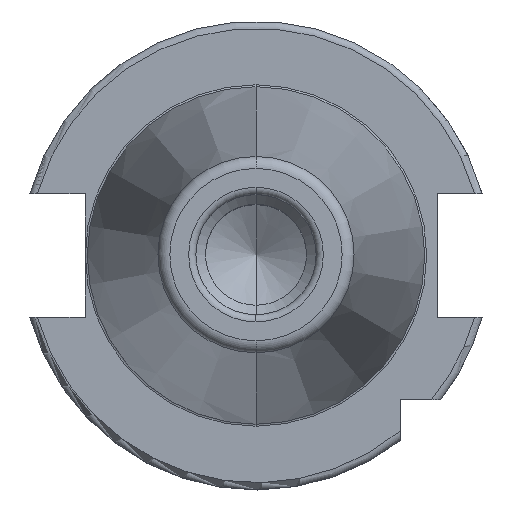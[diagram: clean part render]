
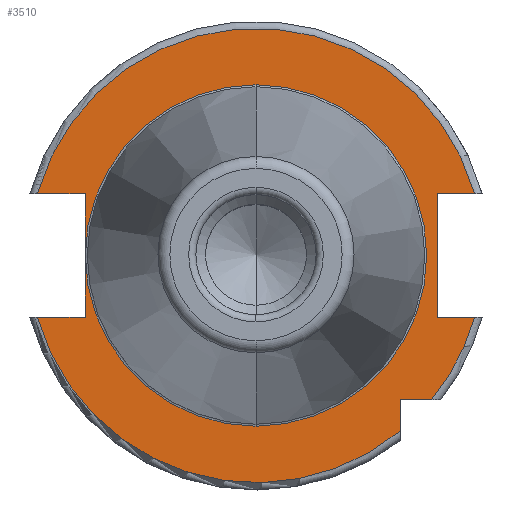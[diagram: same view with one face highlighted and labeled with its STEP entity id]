
A CAD part, top view. The second image highlights one B-rep face of the part: STEP entity #3510.
In plain terms, the highlighted planar face has unit normal (0, 0, 1).
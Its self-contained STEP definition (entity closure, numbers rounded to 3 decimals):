
#273=CARTESIAN_POINT('',(0,0,15.9));
#274=DIRECTION('',(0,0,-1));
#275=DIRECTION('',(0,1,0));
#276=AXIS2_PLACEMENT_3D('',#273,#274,#275);
#278=CARTESIAN_POINT('',(0,0,15.9));
#279=DIRECTION('',(0,0,1));
#280=DIRECTION('',(0,1,0));
#281=AXIS2_PLACEMENT_3D('',#278,#279,#280);
#293=CARTESIAN_POINT('',(0,0,15.9));
#294=DIRECTION('',(0,0,1));
#295=DIRECTION('',(-1,0,0));
#296=AXIS2_PLACEMENT_3D('',#293,#294,#295);
#298=DIRECTION('',(1,0,0));
#299=VECTOR('',#298,9.969);
#300=CARTESIAN_POINT('',(-45.469,-12.85,15.9));
#301=LINE('',#300,#299);
#302=DIRECTION('',(0.,1,0));
#303=VECTOR('',#302,12.85);
#304=CARTESIAN_POINT('',(-35.5,-12.85,15.9));
#305=LINE('',#304,#303);
#306=DIRECTION('',(0.,1,0));
#307=VECTOR('',#306,12.85);
#308=CARTESIAN_POINT('',(-35.5,0,15.9));
#309=LINE('',#308,#307);
#310=DIRECTION('',(1,0,0));
#311=VECTOR('',#310,9.969);
#312=CARTESIAN_POINT('',(-45.469,12.85,15.9));
#313=LINE('',#312,#311);
#314=DIRECTION('',(-1,0,0));
#315=VECTOR('',#314,7.769);
#316=CARTESIAN_POINT('',(45.469,12.85,15.9));
#317=LINE('',#316,#315);
#318=DIRECTION('',(0,-1,0));
#319=VECTOR('',#318,25.7);
#320=CARTESIAN_POINT('',(37.7,12.85,15.9));
#321=LINE('',#320,#319);
#322=DIRECTION('',(-1,0,0));
#323=VECTOR('',#322,7.769);
#324=CARTESIAN_POINT('',(45.469,-12.85,15.9));
#325=LINE('',#324,#323);
#326=CARTESIAN_POINT('',(0,0,15.9));
#327=DIRECTION('',(0,0,1));
#328=DIRECTION('',(0.773,-0.635,0));
#329=AXIS2_PLACEMENT_3D('',#326,#327,#328);
#331=DIRECTION('',(-1,0,0));
#332=VECTOR('',#331,6.504);
#333=CARTESIAN_POINT('',(36.504,-30,15.9));
#334=LINE('',#333,#332);
#335=DIRECTION('',(0,1,0));
#336=VECTOR('',#335,6.504);
#337=CARTESIAN_POINT('',(30,-36.504,15.9));
#338=LINE('',#337,#336);
#974=CARTESIAN_POINT('',(0,0,15.9));
#975=DIRECTION('',(0,0,1));
#976=DIRECTION('',(0.962,0.272,0));
#977=AXIS2_PLACEMENT_3D('',#974,#975,#976);
#1025=CARTESIAN_POINT('',(0,0,15.9));
#1026=DIRECTION('',(0,0,1));
#1027=DIRECTION('',(-0.962,-0.272,0));
#1028=AXIS2_PLACEMENT_3D('',#1025,#1026,#1027);
#2526=CARTESIAN_POINT('',(0,35.5,15.9));
#2528=VERTEX_POINT('',#2526);
#2550=CARTESIAN_POINT('',(0,-35.5,15.9));
#2552=VERTEX_POINT('',#2550);
#2698=CARTESIAN_POINT('',(-45.469,-12.85,15.9));
#2699=CARTESIAN_POINT('',(-35.5,-12.85,15.9));
#2700=VERTEX_POINT('',#2698);
#2701=VERTEX_POINT('',#2699);
#2702=CARTESIAN_POINT('',(-35.5,0,15.9));
#2703=VERTEX_POINT('',#2702);
#2704=CARTESIAN_POINT('',(-35.5,12.85,15.9));
#2705=VERTEX_POINT('',#2704);
#2706=CARTESIAN_POINT('',(-45.469,12.85,15.9));
#2707=VERTEX_POINT('',#2706);
#2708=CARTESIAN_POINT('',(37.7,12.85,15.9));
#2709=CARTESIAN_POINT('',(37.7,-12.85,15.9));
#2710=VERTEX_POINT('',#2708);
#2711=VERTEX_POINT('',#2709);
#2712=CARTESIAN_POINT('',(45.469,-12.85,15.9));
#2713=VERTEX_POINT('',#2712);
#2714=CARTESIAN_POINT('',(45.469,12.85,15.9));
#2715=VERTEX_POINT('',#2714);
#2716=CARTESIAN_POINT('',(30,-36.504,15.9));
#2717=CARTESIAN_POINT('',(30,-30,15.9));
#2718=VERTEX_POINT('',#2716);
#2719=VERTEX_POINT('',#2717);
#2720=CARTESIAN_POINT('',(36.504,-30,15.9));
#2721=VERTEX_POINT('',#2720);
#3476=CARTESIAN_POINT('',(0,0,15.9));
#3477=DIRECTION('',(0,0,-1));
#3478=DIRECTION('',(0,-1,0));
#3479=AXIS2_PLACEMENT_3D('',#3476,#3477,#3478);
#3480=PLANE('',#3479);
#3482=ORIENTED_EDGE('',*,*,#3481,.T.);
#3484=ORIENTED_EDGE('',*,*,#3483,.T.);
#3485=ORIENTED_EDGE('',*,*,#3471,.T.);
#3486=ORIENTED_EDGE('',*,*,#3453,.F.);
#3487=ORIENTED_EDGE('',*,*,#3466,.T.);
#3489=ORIENTED_EDGE('',*,*,#3488,.T.);
#3491=ORIENTED_EDGE('',*,*,#3490,.F.);
#3493=ORIENTED_EDGE('',*,*,#3492,.F.);
#3495=ORIENTED_EDGE('',*,*,#3494,.T.);
#3497=ORIENTED_EDGE('',*,*,#3496,.T.);
#3499=ORIENTED_EDGE('',*,*,#3498,.F.);
#3501=ORIENTED_EDGE('',*,*,#3500,.F.);
#3503=ORIENTED_EDGE('',*,*,#3502,.T.);
#3505=ORIENTED_EDGE('',*,*,#3504,.F.);
#3507=ORIENTED_EDGE('',*,*,#3506,.F.);
#3508=EDGE_LOOP('',(#3482,#3484,#3485,#3486,#3487,#3489,#3491,#3493,#3495,#3497,
#3499,#3501,#3503,#3505,#3507));
#3509=FACE_OUTER_BOUND('',#3508,.F.);
#3510=ADVANCED_FACE('',(#3509),#3480,.F.);
#277=CIRCLE('',#276,35.5);
#282=CIRCLE('',#281,35.5);
#297=CIRCLE('',#296,35.5);
#330=CIRCLE('',#329,47.25);
#978=CIRCLE('',#977,47.25);
#1029=CIRCLE('',#1028,47.25);
#3453=EDGE_CURVE('',#2528,#2552,#277,.T.);
#3466=EDGE_CURVE('',#2528,#2703,#282,.T.);
#3471=EDGE_CURVE('',#2703,#2552,#297,.T.);
#3481=EDGE_CURVE('',#2700,#2701,#301,.T.);
#3483=EDGE_CURVE('',#2701,#2703,#305,.T.);
#3488=EDGE_CURVE('',#2703,#2705,#309,.T.);
#3490=EDGE_CURVE('',#2707,#2705,#313,.T.);
#3492=EDGE_CURVE('',#2715,#2707,#978,.T.);
#3494=EDGE_CURVE('',#2715,#2710,#317,.T.);
#3496=EDGE_CURVE('',#2710,#2711,#321,.T.);
#3498=EDGE_CURVE('',#2713,#2711,#325,.T.);
#3500=EDGE_CURVE('',#2721,#2713,#330,.T.);
#3502=EDGE_CURVE('',#2721,#2719,#334,.T.);
#3504=EDGE_CURVE('',#2718,#2719,#338,.T.);
#3506=EDGE_CURVE('',#2700,#2718,#1029,.T.);
